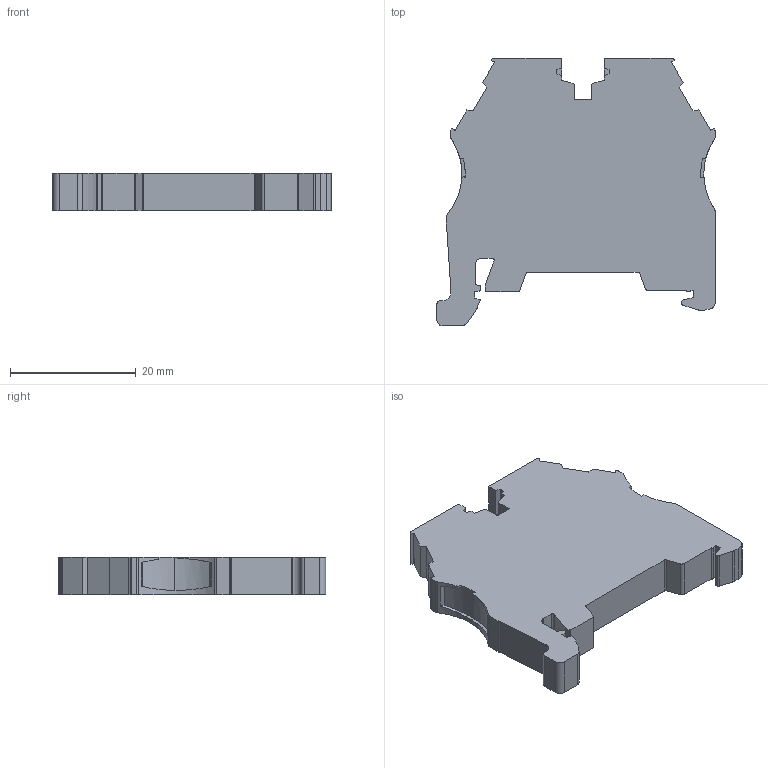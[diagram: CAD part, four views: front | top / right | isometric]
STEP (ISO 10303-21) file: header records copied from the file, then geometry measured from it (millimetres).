
FILE_DESCRIPTION (( 'STEP AP214' ), '1' );
FILE_NAME ('304213_AVK 4 RD_Yellow.STEP', '2013-11-11T12:11:27', ( 'arge' ), ( 'Microsoft' ), 'SwSTEP 2.0', 'SolidWorks 2013', '' );
FILE_SCHEMA (( 'AUTOMOTIVE_DESIGN' ));
Length unit declared in the file: millimetre
Products named in the file (1): 304213_AVK 4 RD_Yellow
Bounding box: 44.2 x 42.5 x 6 mm (x, y, z)
Volume: 8130 mm3; surface area: 4047.8 mm2
Topology: 1 solids, 1 shells, 148 faces, 432 edges, 288 vertices
Faces by surface type: plane 83, cylinder 65
Entity records: 5020 total; most frequent: CARTESIAN_POINT 1007, ORIENTED_EDGE 864, DIRECTION 816, EDGE_CURVE 432, VECTOR 294, LINE 294, VERTEX_POINT 288, AXIS2_PLACEMENT_3D 261
